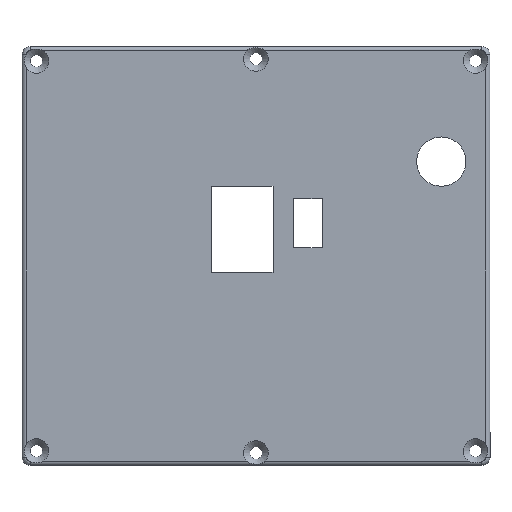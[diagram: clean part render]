
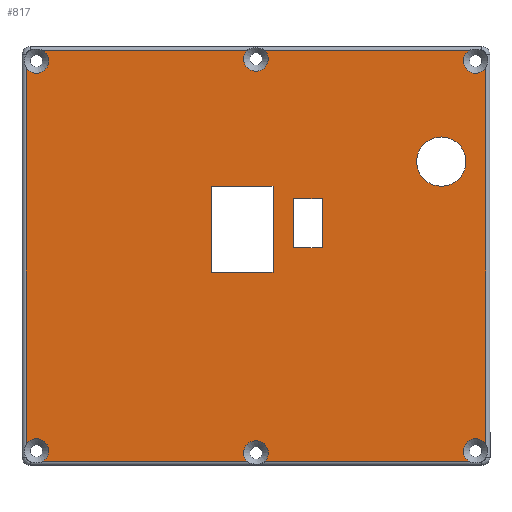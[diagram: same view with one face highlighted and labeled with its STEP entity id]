
A CAD part, top view. The second image highlights one B-rep face of the part: STEP entity #817.
In plain terms, the highlighted planar face has unit normal (0, 0, 1).
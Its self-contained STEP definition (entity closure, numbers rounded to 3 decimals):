
#19=FACE_BOUND('',#110,.T.);
#20=FACE_BOUND('',#111,.T.);
#21=FACE_BOUND('',#112,.T.);
#31=PLANE('',#889);
#66=FACE_OUTER_BOUND('',#109,.T.);
#109=EDGE_LOOP('',(#573,#574,#575,#576,#577,#578,#579,#580,#581,#582,#583,
#584,#585,#586,#587,#588));
#110=EDGE_LOOP('',(#589,#590,#591,#592));
#111=EDGE_LOOP('',(#593,#594,#595,#596));
#112=EDGE_LOOP('',(#597));
#163=LINE('',#1250,#222);
#164=LINE('',#1267,#223);
#166=LINE('',#1286,#225);
#167=LINE('',#1292,#226);
#168=LINE('',#1298,#227);
#169=LINE('',#1302,#228);
#170=LINE('',#1309,#229);
#171=LINE('',#1311,#230);
#172=LINE('',#1313,#231);
#173=LINE('',#1314,#232);
#174=LINE('',#1317,#233);
#175=LINE('',#1319,#234);
#176=LINE('',#1321,#235);
#177=LINE('',#1322,#236);
#222=VECTOR('',#983,10.);
#223=VECTOR('',#984,10.);
#225=VECTOR('',#992,10.);
#226=VECTOR('',#997,10.);
#227=VECTOR('',#1002,10.);
#228=VECTOR('',#1005,10.);
#229=VECTOR('',#1012,10.);
#230=VECTOR('',#1013,10.);
#231=VECTOR('',#1014,10.);
#232=VECTOR('',#1015,10.);
#233=VECTOR('',#1016,10.);
#234=VECTOR('',#1017,10.);
#235=VECTOR('',#1018,10.);
#236=VECTOR('',#1019,10.);
#280=CIRCLE('',#882,3.);
#282=CIRCLE('',#884,3.);
#286=CIRCLE('',#890,3.);
#287=CIRCLE('',#891,3.);
#288=CIRCLE('',#892,3.);
#289=CIRCLE('',#893,3.);
#290=CIRCLE('',#894,3.);
#291=CIRCLE('',#895,3.);
#292=CIRCLE('',#896,3.);
#293=CIRCLE('',#897,3.);
#294=CIRCLE('',#898,6.);
#349=VERTEX_POINT('',#1206);
#350=VERTEX_POINT('',#1217);
#352=VERTEX_POINT('',#1222);
#356=VERTEX_POINT('',#1249);
#357=VERTEX_POINT('',#1251);
#358=VERTEX_POINT('',#1266);
#362=VERTEX_POINT('',#1285);
#363=VERTEX_POINT('',#1287);
#364=VERTEX_POINT('',#1289);
#365=VERTEX_POINT('',#1291);
#366=VERTEX_POINT('',#1293);
#367=VERTEX_POINT('',#1295);
#368=VERTEX_POINT('',#1297);
#369=VERTEX_POINT('',#1299);
#370=VERTEX_POINT('',#1301);
#371=VERTEX_POINT('',#1304);
#372=VERTEX_POINT('',#1307);
#373=VERTEX_POINT('',#1308);
#374=VERTEX_POINT('',#1310);
#375=VERTEX_POINT('',#1312);
#376=VERTEX_POINT('',#1315);
#377=VERTEX_POINT('',#1316);
#378=VERTEX_POINT('',#1318);
#379=VERTEX_POINT('',#1320);
#380=VERTEX_POINT('',#1323);
#429=EDGE_CURVE('',#349,#350,#280,.T.);
#432=EDGE_CURVE('',#350,#352,#282,.T.);
#437=EDGE_CURVE('',#352,#356,#163,.T.);
#439=EDGE_CURVE('',#357,#358,#164,.T.);
#444=EDGE_CURVE('',#362,#349,#166,.T.);
#445=EDGE_CURVE('',#363,#362,#286,.T.);
#446=EDGE_CURVE('',#364,#363,#287,.T.);
#447=EDGE_CURVE('',#365,#364,#167,.T.);
#448=EDGE_CURVE('',#366,#365,#288,.T.);
#449=EDGE_CURVE('',#367,#366,#289,.T.);
#450=EDGE_CURVE('',#368,#367,#168,.T.);
#451=EDGE_CURVE('',#369,#368,#290,.T.);
#452=EDGE_CURVE('',#370,#369,#169,.T.);
#453=EDGE_CURVE('',#358,#370,#291,.T.);
#454=EDGE_CURVE('',#371,#357,#292,.T.);
#455=EDGE_CURVE('',#356,#371,#293,.T.);
#456=EDGE_CURVE('',#372,#373,#170,.T.);
#457=EDGE_CURVE('',#373,#374,#171,.T.);
#458=EDGE_CURVE('',#374,#375,#172,.T.);
#459=EDGE_CURVE('',#375,#372,#173,.T.);
#460=EDGE_CURVE('',#376,#377,#174,.T.);
#461=EDGE_CURVE('',#377,#378,#175,.T.);
#462=EDGE_CURVE('',#378,#379,#176,.T.);
#463=EDGE_CURVE('',#379,#376,#177,.T.);
#464=EDGE_CURVE('',#380,#380,#294,.T.);
#573=ORIENTED_EDGE('',*,*,#429,.F.);
#574=ORIENTED_EDGE('',*,*,#444,.F.);
#575=ORIENTED_EDGE('',*,*,#445,.F.);
#576=ORIENTED_EDGE('',*,*,#446,.F.);
#577=ORIENTED_EDGE('',*,*,#447,.F.);
#578=ORIENTED_EDGE('',*,*,#448,.F.);
#579=ORIENTED_EDGE('',*,*,#449,.F.);
#580=ORIENTED_EDGE('',*,*,#450,.F.);
#581=ORIENTED_EDGE('',*,*,#451,.F.);
#582=ORIENTED_EDGE('',*,*,#452,.F.);
#583=ORIENTED_EDGE('',*,*,#453,.F.);
#584=ORIENTED_EDGE('',*,*,#439,.F.);
#585=ORIENTED_EDGE('',*,*,#454,.F.);
#586=ORIENTED_EDGE('',*,*,#455,.F.);
#587=ORIENTED_EDGE('',*,*,#437,.F.);
#588=ORIENTED_EDGE('',*,*,#432,.F.);
#589=ORIENTED_EDGE('',*,*,#456,.T.);
#590=ORIENTED_EDGE('',*,*,#457,.T.);
#591=ORIENTED_EDGE('',*,*,#458,.T.);
#592=ORIENTED_EDGE('',*,*,#459,.T.);
#593=ORIENTED_EDGE('',*,*,#460,.T.);
#594=ORIENTED_EDGE('',*,*,#461,.T.);
#595=ORIENTED_EDGE('',*,*,#462,.T.);
#596=ORIENTED_EDGE('',*,*,#463,.T.);
#597=ORIENTED_EDGE('',*,*,#464,.T.);
#817=ADVANCED_FACE('',(#66,#19,#20,#21),#31,.T.);
#882=AXIS2_PLACEMENT_3D('',#1218,#972,#973);
#884=AXIS2_PLACEMENT_3D('',#1223,#977,#978);
#889=AXIS2_PLACEMENT_3D('',#1284,#990,#991);
#890=AXIS2_PLACEMENT_3D('',#1288,#993,#994);
#891=AXIS2_PLACEMENT_3D('',#1290,#995,#996);
#892=AXIS2_PLACEMENT_3D('',#1294,#998,#999);
#893=AXIS2_PLACEMENT_3D('',#1296,#1000,#1001);
#894=AXIS2_PLACEMENT_3D('',#1300,#1003,#1004);
#895=AXIS2_PLACEMENT_3D('',#1303,#1006,#1007);
#896=AXIS2_PLACEMENT_3D('',#1305,#1008,#1009);
#897=AXIS2_PLACEMENT_3D('',#1306,#1010,#1011);
#898=AXIS2_PLACEMENT_3D('',#1324,#1020,#1021);
#972=DIRECTION('center_axis',(0.,0.,1.));
#973=DIRECTION('ref_axis',(-1.,0.,0.));
#977=DIRECTION('center_axis',(0.,0.,1.));
#978=DIRECTION('ref_axis',(-1.,0.,0.));
#983=DIRECTION('',(1.,0.,0.));
#984=DIRECTION('',(1.,0.,0.));
#990=DIRECTION('center_axis',(0.,0.,1.));
#991=DIRECTION('ref_axis',(1.,0.,0.));
#992=DIRECTION('',(0.,1.,0.));
#993=DIRECTION('center_axis',(0.,0.,1.));
#994=DIRECTION('ref_axis',(-1.,0.,0.));
#995=DIRECTION('center_axis',(0.,0.,1.));
#996=DIRECTION('ref_axis',(-1.,0.,0.));
#997=DIRECTION('',(-1.,0.,0.));
#998=DIRECTION('center_axis',(0.,0.,1.));
#999=DIRECTION('ref_axis',(-1.,0.,0.));
#1000=DIRECTION('center_axis',(0.,0.,1.));
#1001=DIRECTION('ref_axis',(-1.,0.,0.));
#1002=DIRECTION('',(-1.,0.,0.));
#1003=DIRECTION('center_axis',(0.,0.,1.));
#1004=DIRECTION('ref_axis',(-1.,0.,0.));
#1005=DIRECTION('',(0.,-1.,0.));
#1006=DIRECTION('center_axis',(0.,0.,1.));
#1007=DIRECTION('ref_axis',(-1.,0.,0.));
#1008=DIRECTION('center_axis',(0.,0.,1.));
#1009=DIRECTION('ref_axis',(-1.,0.,0.));
#1010=DIRECTION('center_axis',(0.,0.,1.));
#1011=DIRECTION('ref_axis',(-1.,0.,0.));
#1012=DIRECTION('',(-1.,0.,0.));
#1013=DIRECTION('',(0.,1.,0.));
#1014=DIRECTION('',(1.,0.,0.));
#1015=DIRECTION('',(0.,-1.,0.));
#1016=DIRECTION('',(-1.,0.,0.));
#1017=DIRECTION('',(0.,1.,0.));
#1018=DIRECTION('',(1.,0.,0.));
#1019=DIRECTION('',(0.,-1.,0.));
#1020=DIRECTION('center_axis',(0.,0.,-1.));
#1021=DIRECTION('ref_axis',(-1.,0.,0.));
#1206=CARTESIAN_POINT('',(-56.392,45.342,3.));
#1217=CARTESIAN_POINT('',(-50.892,47.,3.));
#1218=CARTESIAN_POINT('Origin',(-53.892,47.,3.));
#1222=CARTESIAN_POINT('',(-52.234,49.5,3.));
#1223=CARTESIAN_POINT('Origin',(-53.892,47.,3.));
#1249=CARTESIAN_POINT('',(-2.628,49.5,3.));
#1250=CARTESIAN_POINT('',(27.108,49.5,3.));
#1251=CARTESIAN_POINT('',(1.844,49.5,3.));
#1266=CARTESIAN_POINT('',(51.45,49.5,3.));
#1267=CARTESIAN_POINT('',(27.108,49.5,3.));
#1284=CARTESIAN_POINT('Origin',(-0.392,-0.5,3.));
#1285=CARTESIAN_POINT('',(-56.392,-46.342,3.));
#1286=CARTESIAN_POINT('',(-56.392,24.,3.));
#1287=CARTESIAN_POINT('',(-50.892,-48.,3.));
#1288=CARTESIAN_POINT('Origin',(-53.892,-48.,3.));
#1289=CARTESIAN_POINT('',(-52.234,-50.5,3.));
#1290=CARTESIAN_POINT('Origin',(-53.892,-48.,3.));
#1291=CARTESIAN_POINT('',(-2.628,-50.5,3.));
#1292=CARTESIAN_POINT('',(-27.892,-50.5,3.));
#1293=CARTESIAN_POINT('',(2.608,-48.5,3.));
#1294=CARTESIAN_POINT('Origin',(-0.392,-48.5,3.));
#1295=CARTESIAN_POINT('',(1.844,-50.5,3.));
#1296=CARTESIAN_POINT('Origin',(-0.392,-48.5,3.));
#1297=CARTESIAN_POINT('',(51.45,-50.5,3.));
#1298=CARTESIAN_POINT('',(-27.892,-50.5,3.));
#1299=CARTESIAN_POINT('',(55.608,-46.342,3.));
#1300=CARTESIAN_POINT('Origin',(53.108,-48.,3.));
#1301=CARTESIAN_POINT('',(55.608,45.342,3.));
#1302=CARTESIAN_POINT('',(55.608,-25.,3.));
#1303=CARTESIAN_POINT('Origin',(53.108,47.,3.));
#1304=CARTESIAN_POINT('',(2.608,47.5,3.));
#1305=CARTESIAN_POINT('Origin',(-0.392,47.5,3.));
#1306=CARTESIAN_POINT('Origin',(-0.392,47.5,3.));
#1307=CARTESIAN_POINT('',(15.75,1.5,3.));
#1308=CARTESIAN_POINT('',(8.75,1.5,3.));
#1309=CARTESIAN_POINT('',(15.75,1.5,3.));
#1310=CARTESIAN_POINT('',(8.75,13.5,3.));
#1311=CARTESIAN_POINT('',(8.75,1.5,3.));
#1312=CARTESIAN_POINT('',(15.75,13.5,3.));
#1313=CARTESIAN_POINT('',(8.75,13.5,3.));
#1314=CARTESIAN_POINT('',(15.75,16.5,3.));
#1315=CARTESIAN_POINT('',(3.75,-4.5,3.));
#1316=CARTESIAN_POINT('',(-11.25,-4.5,3.));
#1317=CARTESIAN_POINT('',(3.75,-4.5,3.));
#1318=CARTESIAN_POINT('',(-11.25,16.5,3.));
#1319=CARTESIAN_POINT('',(-11.25,-4.5,3.));
#1320=CARTESIAN_POINT('',(3.75,16.5,3.));
#1321=CARTESIAN_POINT('',(-11.25,16.5,3.));
#1322=CARTESIAN_POINT('',(3.75,16.5,3.));
#1323=CARTESIAN_POINT('',(50.75,22.496,3.));
#1324=CARTESIAN_POINT('Origin',(44.75,22.496,3.));
